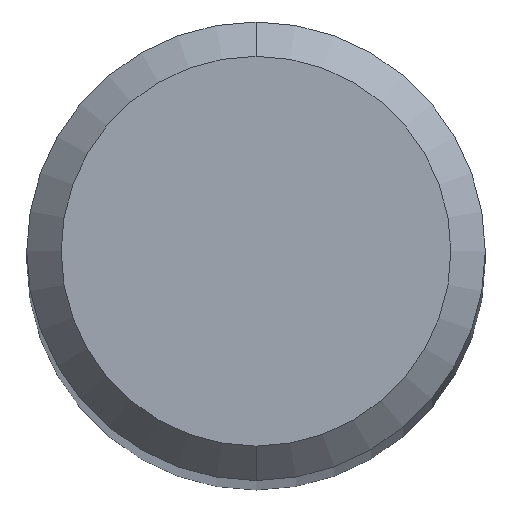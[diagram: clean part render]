
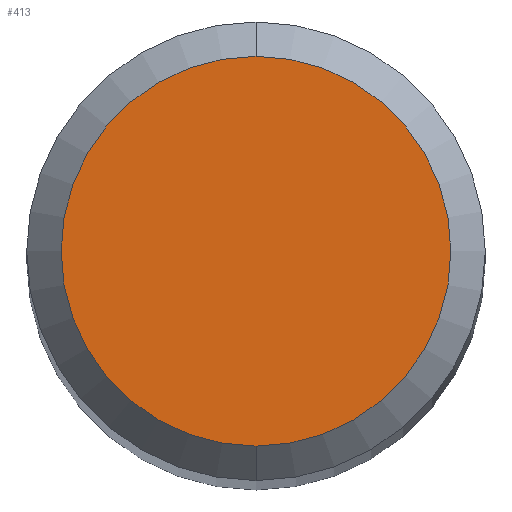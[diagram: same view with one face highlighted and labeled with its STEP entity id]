
A CAD part, top view. The second image highlights one B-rep face of the part: STEP entity #413.
In plain terms, the highlighted planar face has unit normal (0, 0, 1).
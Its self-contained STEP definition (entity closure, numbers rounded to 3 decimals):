
#413=ADVANCED_FACE('',(#1102),#1103,.T.);
#503=EDGE_CURVE('',#813,#957,#1201,.T.);
#813=VERTEX_POINT('',#1538);
#873=EDGE_CURVE('',#957,#813,#1606,.T.);
#957=VERTEX_POINT('',#1699);
#1102=FACE_OUTER_BOUND('',#1895,.T.);
#1103=PLANE('',#1896);
#1201=CIRCLE('',#2224,1.7);
#1538=CARTESIAN_POINT('',(0.0,1.7,0.0));
#1606=CIRCLE('',#3950,1.7);
#1699=CARTESIAN_POINT('',(0.,-1.7,0.0));
#1895=EDGE_LOOP('',(#4473,#4474));
#1896=AXIS2_PLACEMENT_3D('',#4475,#4476,#4477);
#2224=AXIS2_PLACEMENT_3D('',#4571,#4572,#4573);
#3950=AXIS2_PLACEMENT_3D('',#5005,#5006,#5007);
#4473=ORIENTED_EDGE('',*,*,#503,.F.);
#4474=ORIENTED_EDGE('',*,*,#873,.F.);
#4475=CARTESIAN_POINT('',(0.0,0.85,0.0));
#4476=DIRECTION('',(-0.0,0.0,1.0));
#4477=DIRECTION('',(0.0,-1.0,0.0));
#4571=CARTESIAN_POINT('',(0.0,0.0,0.0));
#4572=DIRECTION('',(0.0,0.0,-1.0));
#4573=DIRECTION('',(0.0,1.0,0.0));
#5005=CARTESIAN_POINT('',(0.0,0.0,0.0));
#5006=DIRECTION('',(0.0,0.0,-1.0));
#5007=DIRECTION('',(0.0,1.0,0.0));
